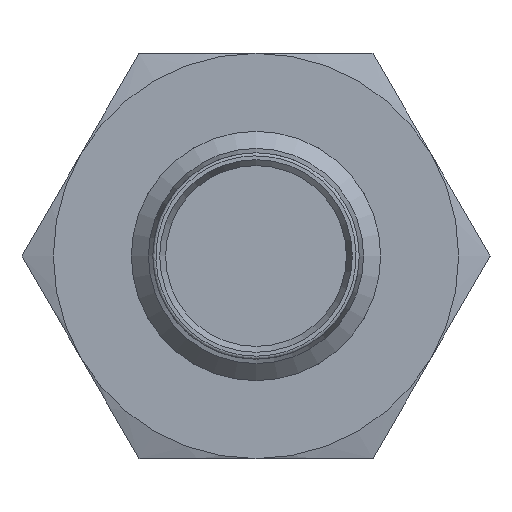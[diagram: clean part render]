
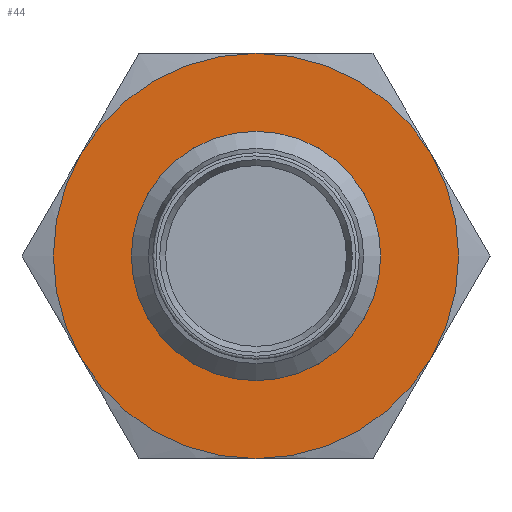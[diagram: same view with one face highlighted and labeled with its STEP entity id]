
A CAD part, left-side view. The second image highlights one B-rep face of the part: STEP entity #44.
In plain terms, the highlighted planar face has unit normal (-1, 0, 0).
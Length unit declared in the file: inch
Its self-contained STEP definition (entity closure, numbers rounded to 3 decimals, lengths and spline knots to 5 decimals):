
#43 = DIRECTION ( 'NONE',  ( 1., 0., 0. ) ) ;
#44 = ADVANCED_FACE ( 'NONE', ( #498, #1528 ), #2894, .F. ) ;
#103 = DIRECTION ( 'NONE',  ( 1., 0., 0. ) ) ;
#117 = DIRECTION ( 'NONE',  ( 0., 0., 1. ) ) ;
#180 = ORIENTED_EDGE ( 'NONE', *, *, #1564, .F. ) ;
#201 = DIRECTION ( 'NONE',  ( 1., 0., 0. ) ) ;
#238 = CARTESIAN_POINT ( 'NONE',  ( 0.70866, 0., -0.25591 ) ) ;
#292 = VERTEX_POINT ( 'NONE', #238 ) ;
#314 = DIRECTION ( 'NONE',  ( 0., 0., 1. ) ) ;
#333 = AXIS2_PLACEMENT_3D ( 'NONE', #2151, #751, #2722 ) ;
#337 = EDGE_LOOP ( 'NONE', ( #2278 ) ) ;
#376 = VERTEX_POINT ( 'NONE', #2692 ) ;
#422 = ORIENTED_EDGE ( 'NONE', *, *, #1061, .F. ) ;
#445 = VERTEX_POINT ( 'NONE', #2519 ) ;
#450 = CIRCLE ( 'NONE', #1775, 0.25591 ) ;
#498 = FACE_OUTER_BOUND ( 'NONE', #2116, .T. ) ;
#557 = AXIS2_PLACEMENT_3D ( 'NONE', #1836, #1088, #117 ) ;
#612 = EDGE_CURVE ( 'NONE', #1365, #292, #450, .T. ) ;
#697 = DIRECTION ( 'NONE',  ( 0., 0., 1. ) ) ;
#751 = DIRECTION ( 'NONE',  ( -1., 0., 0. ) ) ;
#778 = EDGE_CURVE ( 'NONE', #376, #1903, #2849, .T. ) ;
#893 = CIRCLE ( 'NONE', #557, 0.25591 ) ;
#983 = CARTESIAN_POINT ( 'NONE',  ( 0.70866, 0., 0. ) ) ;
#1061 = EDGE_CURVE ( 'NONE', #2876, #2371, #2127, .T. ) ;
#1088 = DIRECTION ( 'NONE',  ( 1., 0., 0. ) ) ;
#1199 = ORIENTED_EDGE ( 'NONE', *, *, #612, .F. ) ;
#1229 = DIRECTION ( 'NONE',  ( 0., 0., 1. ) ) ;
#1253 = DIRECTION ( 'NONE',  ( 1., 0., 0. ) ) ;
#1365 = VERTEX_POINT ( 'NONE', #3399 ) ;
#1520 = CARTESIAN_POINT ( 'NONE',  ( 0.70866, 0.22162, 0.12795 ) ) ;
#1528 = FACE_BOUND ( 'NONE', #337, .T. ) ;
#1564 = EDGE_CURVE ( 'NONE', #2371, #376, #893, .T. ) ;
#1620 = CIRCLE ( 'NONE', #2773, 0.25591 ) ;
#1630 = CIRCLE ( 'NONE', #333, 0.15748 ) ;
#1775 = AXIS2_PLACEMENT_3D ( 'NONE', #3375, #43, #314 ) ;
#1780 = CARTESIAN_POINT ( 'NONE',  ( 0.70866, 0., 0. ) ) ;
#1794 = CARTESIAN_POINT ( 'NONE',  ( 0.70866, -0.22162, 0.12795 ) ) ;
#1818 = DIRECTION ( 'NONE',  ( 1., 0., 0. ) ) ;
#1836 = CARTESIAN_POINT ( 'NONE',  ( 0.70866, 0., 0. ) ) ;
#1903 = VERTEX_POINT ( 'NONE', #1794 ) ;
#2116 = EDGE_LOOP ( 'NONE', ( #2590, #2640, #180, #422, #2792, #1199 ) ) ;
#2127 = CIRCLE ( 'NONE', #2190, 0.25591 ) ;
#2151 = CARTESIAN_POINT ( 'NONE',  ( 0.70866, 0., 0. ) ) ;
#2173 = CARTESIAN_POINT ( 'NONE',  ( 0.70866, 0.22162, -0.12795 ) ) ;
#2190 = AXIS2_PLACEMENT_3D ( 'NONE', #3235, #201, #2985 ) ;
#2278 = ORIENTED_EDGE ( 'NONE', *, *, #2871, .F. ) ;
#2295 = AXIS2_PLACEMENT_3D ( 'NONE', #3155, #103, #2301 ) ;
#2301 = DIRECTION ( 'NONE',  ( 0., 0., 1. ) ) ;
#2355 = EDGE_CURVE ( 'NONE', #1903, #1365, #1620, .T. ) ;
#2371 = VERTEX_POINT ( 'NONE', #1520 ) ;
#2391 = CARTESIAN_POINT ( 'NONE',  ( 0.70866, 0., 0. ) ) ;
#2454 = AXIS2_PLACEMENT_3D ( 'NONE', #2391, #1818, #2941 ) ;
#2519 = CARTESIAN_POINT ( 'NONE',  ( 0.70866, 0., -0.15748 ) ) ;
#2590 = ORIENTED_EDGE ( 'NONE', *, *, #2355, .F. ) ;
#2608 = EDGE_CURVE ( 'NONE', #292, #2876, #3195, .T. ) ;
#2640 = ORIENTED_EDGE ( 'NONE', *, *, #778, .F. ) ;
#2692 = CARTESIAN_POINT ( 'NONE',  ( 0.70866, 0., 0.25591 ) ) ;
#2722 = DIRECTION ( 'NONE',  ( 0., 0., -1. ) ) ;
#2773 = AXIS2_PLACEMENT_3D ( 'NONE', #983, #3219, #1229 ) ;
#2792 = ORIENTED_EDGE ( 'NONE', *, *, #2608, .F. ) ;
#2810 = AXIS2_PLACEMENT_3D ( 'NONE', #1780, #1253, #697 ) ;
#2849 = CIRCLE ( 'NONE', #2810, 0.25591 ) ;
#2871 = EDGE_CURVE ( 'NONE', #445, #445, #1630, .T. ) ;
#2876 = VERTEX_POINT ( 'NONE', #2173 ) ;
#2894 = PLANE ( 'NONE',  #2295 ) ;
#2941 = DIRECTION ( 'NONE',  ( 0., 0., 1. ) ) ;
#2985 = DIRECTION ( 'NONE',  ( 0., 0., 1. ) ) ;
#3155 = CARTESIAN_POINT ( 'NONE',  ( 0.70866, -0.25591, 0. ) ) ;
#3195 = CIRCLE ( 'NONE', #2454, 0.25591 ) ;
#3219 = DIRECTION ( 'NONE',  ( 1., 0., 0. ) ) ;
#3235 = CARTESIAN_POINT ( 'NONE',  ( 0.70866, 0., 0. ) ) ;
#3375 = CARTESIAN_POINT ( 'NONE',  ( 0.70866, 0., 0. ) ) ;
#3399 = CARTESIAN_POINT ( 'NONE',  ( 0.70866, -0.22162, -0.12795 ) ) ;
